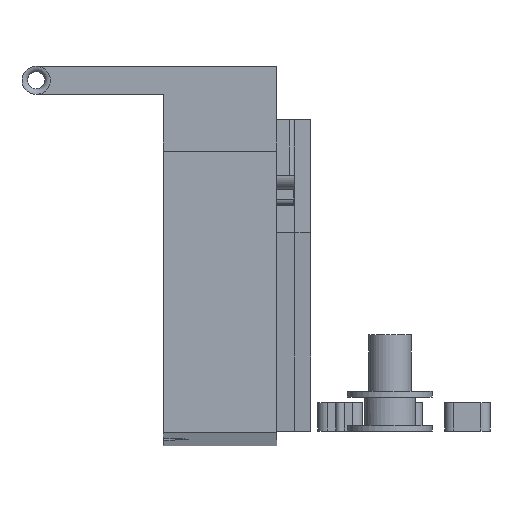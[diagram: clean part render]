
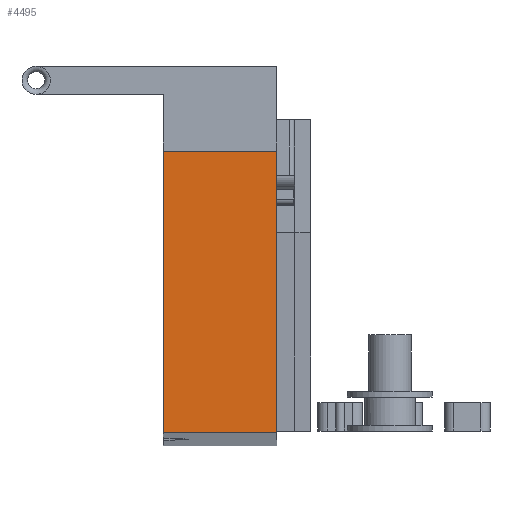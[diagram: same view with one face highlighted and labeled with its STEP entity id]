
A CAD part, left-side view. The second image highlights one B-rep face of the part: STEP entity #4495.
In plain terms, the highlighted planar face has unit normal (-1, 0, 0).
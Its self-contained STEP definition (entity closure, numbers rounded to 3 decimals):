
#597=LINE('',#7508,#1084);
#604=LINE('',#7521,#1091);
#621=LINE('',#7555,#1108);
#623=LINE('',#7558,#1110);
#1084=VECTOR('',#6195,10.);
#1091=VECTOR('',#6204,10.);
#1108=VECTOR('',#6237,10.);
#1110=VECTOR('',#6241,10.);
#1274=PLANE('',#4958);
#1511=FACE_OUTER_BOUND('',#1755,.T.);
#1755=EDGE_LOOP('',(#4240,#4241,#4242,#4243));
#2318=VERTEX_POINT('',#7505);
#2319=VERTEX_POINT('',#7507);
#2324=VERTEX_POINT('',#7519);
#2333=VERTEX_POINT('',#7554);
#2947=EDGE_CURVE('',#2318,#2319,#597,.T.);
#2954=EDGE_CURVE('',#2324,#2318,#604,.T.);
#2971=EDGE_CURVE('',#2333,#2319,#621,.T.);
#2973=EDGE_CURVE('',#2324,#2333,#623,.T.);
#4240=ORIENTED_EDGE('',*,*,#2973,.T.);
#4241=ORIENTED_EDGE('',*,*,#2971,.T.);
#4242=ORIENTED_EDGE('',*,*,#2947,.F.);
#4243=ORIENTED_EDGE('',*,*,#2954,.F.);
#4495=ADVANCED_FACE('',(#1511),#1274,.T.);
#4958=AXIS2_PLACEMENT_3D('',#7557,#6239,#6240);
#6195=DIRECTION('',(0.,0.,1.));
#6204=DIRECTION('',(0.,1.,0.));
#6237=DIRECTION('',(0.,1.,0.));
#6239=DIRECTION('center_axis',(-1.,0.,0.));
#6240=DIRECTION('ref_axis',(0.,0.,1.));
#6241=DIRECTION('',(0.,0.,1.));
#7505=CARTESIAN_POINT('',(-135.5,20.,-0.259));
#7507=CARTESIAN_POINT('',(-135.5,20.,49.467));
#7508=CARTESIAN_POINT('',(-135.5,20.,-0.259));
#7519=CARTESIAN_POINT('',(-135.5,0.,-0.259));
#7521=CARTESIAN_POINT('',(-135.5,0.,-0.259));
#7554=CARTESIAN_POINT('',(-135.5,0.,49.467));
#7555=CARTESIAN_POINT('',(-135.5,0.,49.467));
#7557=CARTESIAN_POINT('Origin',(-135.5,0.,-0.259));
#7558=CARTESIAN_POINT('',(-135.5,0.,-0.259));
